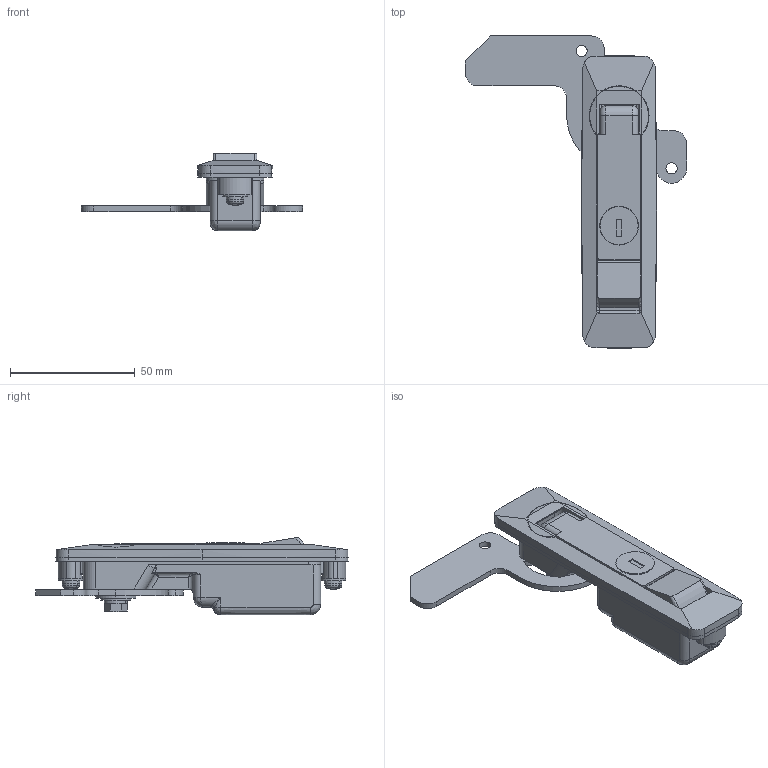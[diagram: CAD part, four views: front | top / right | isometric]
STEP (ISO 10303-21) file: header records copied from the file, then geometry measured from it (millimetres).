
FILE_DESCRIPTION (( 'STEP AP203' ), '1' );
FILE_NAME ('A-960-4.STEP', '2021-05-13T02:39:05', ( '' ), ( '' ), 'SwSTEP 2.0', 'SolidWorks 2018', '' );
FILE_SCHEMA (( 'CONFIG_CONTROL_DESIGN' ));
Length unit declared in the file: millimetre
Products named in the file (14): A-960-4-TAK60_small screw with a cross hole__M4x10十字穴付なべ小ねじ(鉄)ダブルセムス(P3)旧JIS; A-960-4_clasp_; A-960-4; A-960-4_handle_; A-960-4-TAK60_owan washer__公開用; A-960-4_axis__button; A-960-4_square washer_; A-960-4_case_; A-960-4_axis__handle; A-960-4_button_; A-960-4-200_rotor__#200-2-4_; A-960-4_rotating shaft_; A-960-4_Hex bolt with cross hole__M5x8十字穴付六角ボルト(鉄)ダブルセムス(P3)旧JIS; A-960-4_packing_
Assembly tree (15 placements, depth 2):
  A-960-4
    A-960-4_case_
    A-960-4_handle_
    A-960-4_rotating shaft_
    A-960-4_button_
    A-960-4_packing_
    A-960-4_clasp_
    A-960-4_square washer_
    A-960-4_Hex bolt with cross hole__M5x8十字穴付六角ボルト(鉄)ダブルセムス(P3)旧JIS
    A-960-4-TAK60_owan washer__公開用  x2
    A-960-4-TAK60_small screw with a cross hole__M4x10十字穴付なべ小ねじ(鉄)ダブルセムス(P3)旧JIS  x2
    A-960-4_axis__handle
    A-960-4_axis__button
    A-960-4-200_rotor__#200-2-4_
Bounding box: 88.5 x 124.99 x 31.02 mm (x, y, z)
Volume: 41327.1 mm3; surface area: 38727.8 mm2
Topology: 15 solids, 15 shells, 637 faces, 1652 edges, 1038 vertices
Faces by surface type: cylinder 282, plane 259, bspline 30, torus 28, cone 26, sphere 12
Entity records: 20551 total; most frequent: CARTESIAN_POINT 5132, ORIENTED_EDGE 2948, DIRECTION 2913, EDGE_CURVE 1474, AXIS2_PLACEMENT_3D 1081, VERTEX_POINT 938, VECTOR 751, LINE 751
